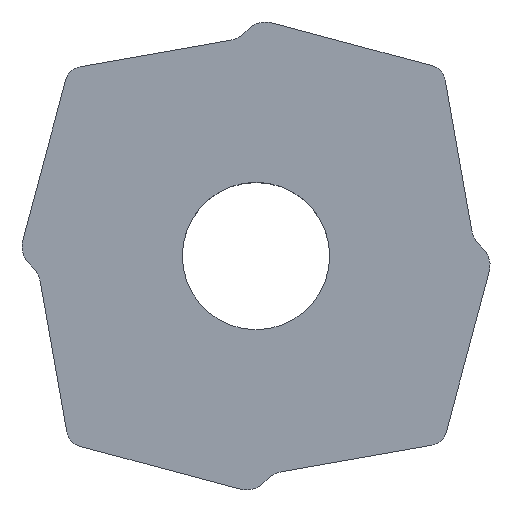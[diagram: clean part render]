
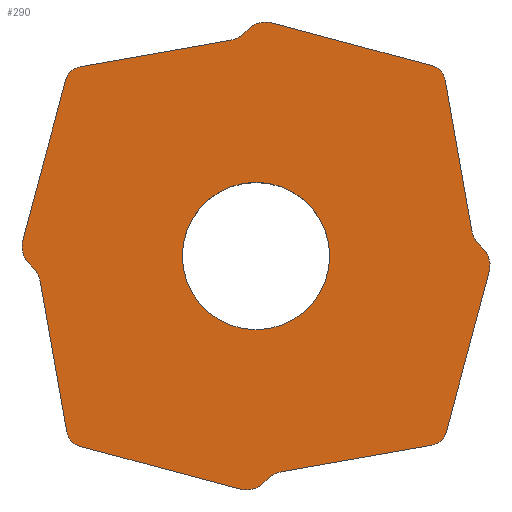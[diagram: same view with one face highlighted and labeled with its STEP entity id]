
A CAD part, top view. The second image highlights one B-rep face of the part: STEP entity #290.
In plain terms, the highlighted planar face has unit normal (0, 0, 1).
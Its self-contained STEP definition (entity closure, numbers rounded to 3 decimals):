
#290=ADVANCED_FACE('',(#339,#340),#331,.T.);
#331=PLANE('',#2016);
#339=FACE_BOUND('',#422,.T.);
#340=FACE_BOUND('',#423,.T.);
#422=EDGE_LOOP('',(#818,#819,#820,#821,#822,#823,#824,#825,#826,#827,#828,
#829,#830,#831,#832,#833,#834,#835,#836,#837,#838,#839,#840,#841));
#423=EDGE_LOOP('',(#842));
#818=ORIENTED_EDGE('',*,*,#1232,.T.);
#819=ORIENTED_EDGE('',*,*,#1279,.F.);
#820=ORIENTED_EDGE('',*,*,#1280,.F.);
#821=ORIENTED_EDGE('',*,*,#1281,.F.);
#822=ORIENTED_EDGE('',*,*,#1282,.T.);
#823=ORIENTED_EDGE('',*,*,#1283,.F.);
#824=ORIENTED_EDGE('',*,*,#1147,.T.);
#825=ORIENTED_EDGE('',*,*,#1118,.F.);
#826=ORIENTED_EDGE('',*,*,#1142,.F.);
#827=ORIENTED_EDGE('',*,*,#1122,.F.);
#828=ORIENTED_EDGE('',*,*,#1154,.T.);
#829=ORIENTED_EDGE('',*,*,#1125,.F.);
#830=ORIENTED_EDGE('',*,*,#1107,.T.);
#831=ORIENTED_EDGE('',*,*,#1189,.F.);
#832=ORIENTED_EDGE('',*,*,#1206,.F.);
#833=ORIENTED_EDGE('',*,*,#1192,.F.);
#834=ORIENTED_EDGE('',*,*,#1210,.T.);
#835=ORIENTED_EDGE('',*,*,#1195,.F.);
#836=ORIENTED_EDGE('',*,*,#1178,.T.);
#837=ORIENTED_EDGE('',*,*,#1243,.F.);
#838=ORIENTED_EDGE('',*,*,#1260,.F.);
#839=ORIENTED_EDGE('',*,*,#1246,.F.);
#840=ORIENTED_EDGE('',*,*,#1264,.T.);
#841=ORIENTED_EDGE('',*,*,#1249,.F.);
#842=ORIENTED_EDGE('',*,*,#1284,.T.);
#959=VERTEX_POINT('',#2699);
#960=VERTEX_POINT('',#2700);
#967=VERTEX_POINT('',#2731);
#968=VERTEX_POINT('',#2733);
#971=VERTEX_POINT('',#2740);
#972=VERTEX_POINT('',#2742);
#974=VERTEX_POINT('',#2748);
#989=VERTEX_POINT('',#2791);
#1001=VERTEX_POINT('',#2951);
#1002=VERTEX_POINT('',#2952);
#1009=VERTEX_POINT('',#2983);
#1011=VERTEX_POINT('',#2989);
#1012=VERTEX_POINT('',#2991);
#1014=VERTEX_POINT('',#2997);
#1031=VERTEX_POINT('',#3158);
#1032=VERTEX_POINT('',#3159);
#1039=VERTEX_POINT('',#3190);
#1041=VERTEX_POINT('',#3196);
#1042=VERTEX_POINT('',#3198);
#1044=VERTEX_POINT('',#3204);
#1056=VERTEX_POINT('',#3351);
#1057=VERTEX_POINT('',#3353);
#1058=VERTEX_POINT('',#3355);
#1059=VERTEX_POINT('',#3357);
#1060=VERTEX_POINT('',#3360);
#1107=EDGE_CURVE('',#959,#960,#1396,.T.);
#1118=EDGE_CURVE('',#967,#968,#1642,.T.);
#1122=EDGE_CURVE('',#971,#972,#1646,.T.);
#1125=EDGE_CURVE('',#959,#974,#1649,.T.);
#1142=EDGE_CURVE('',#972,#967,#1407,.T.);
#1147=EDGE_CURVE('',#989,#968,#1412,.T.);
#1154=EDGE_CURVE('',#971,#974,#1417,.T.);
#1178=EDGE_CURVE('',#1001,#1002,#1425,.T.);
#1189=EDGE_CURVE('',#1009,#960,#1670,.T.);
#1192=EDGE_CURVE('',#1011,#1012,#1673,.T.);
#1195=EDGE_CURVE('',#1001,#1014,#1676,.T.);
#1206=EDGE_CURVE('',#1012,#1009,#1434,.T.);
#1210=EDGE_CURVE('',#1011,#1014,#1438,.T.);
#1232=EDGE_CURVE('',#1031,#1032,#1446,.T.);
#1243=EDGE_CURVE('',#1039,#1002,#1691,.T.);
#1246=EDGE_CURVE('',#1041,#1042,#1694,.T.);
#1249=EDGE_CURVE('',#1031,#1044,#1697,.T.);
#1260=EDGE_CURVE('',#1042,#1039,#1455,.T.);
#1264=EDGE_CURVE('',#1041,#1044,#1459,.T.);
#1279=EDGE_CURVE('',#1056,#1032,#1704,.T.);
#1280=EDGE_CURVE('',#1057,#1056,#1464,.T.);
#1281=EDGE_CURVE('',#1058,#1057,#1705,.T.);
#1282=EDGE_CURVE('',#1058,#1059,#1465,.T.);
#1283=EDGE_CURVE('',#989,#1059,#1706,.T.);
#1284=EDGE_CURVE('',#1060,#1060,#1356,.T.);
#1356=CIRCLE('',#2015,2.4);
#1396=ELLIPSE('',#1860,0.819,0.8);
#1407=ELLIPSE('',#1881,0.816,0.8);
#1412=ELLIPSE('',#1888,0.819,0.8);
#1417=ELLIPSE('',#1895,0.616,0.6);
#1425=ELLIPSE('',#1922,0.819,0.8);
#1434=ELLIPSE('',#1940,0.816,0.8);
#1438=ELLIPSE('',#1945,0.616,0.6);
#1446=ELLIPSE('',#1970,0.819,0.8);
#1455=ELLIPSE('',#1988,0.816,0.8);
#1459=ELLIPSE('',#1993,0.616,0.6);
#1464=ELLIPSE('',#2013,0.816,0.8);
#1465=ELLIPSE('',#2014,0.616,0.6);
#1642=LINE('',#2732,#1750);
#1646=LINE('',#2741,#1754);
#1649=LINE('',#2747,#1757);
#1670=LINE('',#2984,#1778);
#1673=LINE('',#2990,#1781);
#1676=LINE('',#2996,#1784);
#1691=LINE('',#3191,#1799);
#1694=LINE('',#3197,#1802);
#1697=LINE('',#3203,#1805);
#1704=LINE('',#3350,#1812);
#1705=LINE('',#3354,#1813);
#1706=LINE('',#3358,#1814);
#1750=VECTOR('',#2168,1.);
#1754=VECTOR('',#2174,1.);
#1757=VECTOR('',#2179,1.);
#1778=VECTOR('',#2320,1.);
#1781=VECTOR('',#2325,1.);
#1784=VECTOR('',#2330,1.);
#1799=VECTOR('',#2437,1.);
#1802=VECTOR('',#2442,1.);
#1805=VECTOR('',#2447,1.);
#1812=VECTOR('',#2518,1.);
#1813=VECTOR('',#2521,1.);
#1814=VECTOR('',#2524,1.);
#1860=AXIS2_PLACEMENT_3D('',#2698,#2146,#2147);
#1881=AXIS2_PLACEMENT_3D('',#2781,#2210,#2211);
#1888=AXIS2_PLACEMENT_3D('',#2790,#2224,#2225);
#1895=AXIS2_PLACEMENT_3D('',#2804,#2240,#2241);
#1922=AXIS2_PLACEMENT_3D('',#2950,#2298,#2299);
#1940=AXIS2_PLACEMENT_3D('',#3018,#2351,#2352);
#1945=AXIS2_PLACEMENT_3D('',#3025,#2361,#2362);
#1970=AXIS2_PLACEMENT_3D('',#3157,#2415,#2416);
#1988=AXIS2_PLACEMENT_3D('',#3225,#2468,#2469);
#1993=AXIS2_PLACEMENT_3D('',#3232,#2478,#2479);
#2013=AXIS2_PLACEMENT_3D('',#3352,#2519,#2520);
#2014=AXIS2_PLACEMENT_3D('',#3356,#2522,#2523);
#2015=AXIS2_PLACEMENT_3D('',#3359,#2525,#2526);
#2016=AXIS2_PLACEMENT_3D('',#3361,#2527,#2528);
#2146=DIRECTION('',(0.,0.,1.));
#2147=DIRECTION('',(0.972,0.233,0.));
#2168=DIRECTION('',(-0.743,-0.669,0.));
#2174=DIRECTION('',(-0.985,-0.174,0.));
#2179=DIRECTION('',(-0.259,-0.966,0.));
#2210=DIRECTION('',(0.,0.,1.));
#2211=DIRECTION('',(-0.438,0.899,0.));
#2224=DIRECTION('',(0.,0.,1.));
#2225=DIRECTION('',(0.233,-0.972,0.));
#2240=DIRECTION('',(0.,0.,1.));
#2241=DIRECTION('',(0.676,-0.737,0.));
#2298=DIRECTION('',(0.,0.,1.));
#2299=DIRECTION('',(-0.233,0.972,0.));
#2320=DIRECTION('',(0.669,-0.743,0.));
#2325=DIRECTION('',(0.174,-0.985,0.));
#2330=DIRECTION('',(0.966,-0.259,0.));
#2351=DIRECTION('',(0.,0.,1.));
#2352=DIRECTION('',(-0.899,-0.438,0.));
#2361=DIRECTION('',(0.,0.,1.));
#2362=DIRECTION('',(0.737,0.676,0.));
#2415=DIRECTION('',(0.,0.,1.));
#2416=DIRECTION('',(-0.972,-0.233,0.));
#2437=DIRECTION('',(0.743,0.669,0.));
#2442=DIRECTION('',(0.985,0.174,0.));
#2447=DIRECTION('',(0.259,0.966,0.));
#2468=DIRECTION('',(0.,0.,1.));
#2469=DIRECTION('',(0.438,-0.899,0.));
#2478=DIRECTION('',(0.,0.,1.));
#2479=DIRECTION('',(-0.676,0.737,0.));
#2518=DIRECTION('',(-0.669,0.743,0.));
#2519=DIRECTION('',(0.,0.,1.));
#2520=DIRECTION('',(0.899,0.438,0.));
#2521=DIRECTION('',(-0.174,0.985,0.));
#2522=DIRECTION('',(0.,0.,1.));
#2523=DIRECTION('',(-0.737,-0.676,0.));
#2524=DIRECTION('',(-0.966,0.259,0.));
#2525=DIRECTION('',(0.,0.,-1.));
#2526=DIRECTION('',(1.,0.,0.));
#2527=DIRECTION('',(0.,0.,1.));
#2528=DIRECTION('',(1.,0.,0.));
#2698=CARTESIAN_POINT('',(6.806,-0.316,0.));
#2699=CARTESIAN_POINT('',(7.597,-0.511,0.));
#2700=CARTESIAN_POINT('',(7.423,0.217,0.));
#2731=CARTESIAN_POINT('',(0.444,-7.218,0.));
#2732=CARTESIAN_POINT('',(0.611,-7.068,0.));
#2733=CARTESIAN_POINT('',(0.217,-7.423,0.));
#2740=CARTESIAN_POINT('',(5.73,-6.165,0.));
#2741=CARTESIAN_POINT('',(6.1,-6.1,0.));
#2742=CARTESIAN_POINT('',(0.833,-7.029,0.));
#2747=CARTESIAN_POINT('',(7.708,-0.1,0.));
#2748=CARTESIAN_POINT('',(6.197,-5.738,0.));
#2781=CARTESIAN_POINT('',(0.983,-7.83,0.));
#2790=CARTESIAN_POINT('',(-0.316,-6.806,0.));
#2791=CARTESIAN_POINT('',(-0.511,-7.597,0.));
#2804=CARTESIAN_POINT('',(5.61,-5.566,0.));
#2950=CARTESIAN_POINT('',(0.316,6.806,0.));
#2951=CARTESIAN_POINT('',(0.511,7.597,0.));
#2952=CARTESIAN_POINT('',(-0.217,7.423,0.));
#2983=CARTESIAN_POINT('',(7.218,0.444,0.));
#2984=CARTESIAN_POINT('',(7.068,0.611,0.));
#2989=CARTESIAN_POINT('',(6.165,5.73,0.));
#2990=CARTESIAN_POINT('',(6.1,6.1,0.));
#2991=CARTESIAN_POINT('',(7.029,0.833,0.));
#2996=CARTESIAN_POINT('',(0.1,7.708,0.));
#2997=CARTESIAN_POINT('',(5.738,6.197,0.));
#3018=CARTESIAN_POINT('',(7.83,0.983,0.));
#3025=CARTESIAN_POINT('',(5.566,5.61,0.));
#3157=CARTESIAN_POINT('',(-6.806,0.316,0.));
#3158=CARTESIAN_POINT('',(-7.597,0.511,0.));
#3159=CARTESIAN_POINT('',(-7.423,-0.217,0.));
#3190=CARTESIAN_POINT('',(-0.444,7.218,0.));
#3191=CARTESIAN_POINT('',(-0.611,7.068,0.));
#3196=CARTESIAN_POINT('',(-5.73,6.165,0.));
#3197=CARTESIAN_POINT('',(-6.1,6.1,0.));
#3198=CARTESIAN_POINT('',(-0.833,7.029,0.));
#3203=CARTESIAN_POINT('',(-7.708,0.1,0.));
#3204=CARTESIAN_POINT('',(-6.197,5.738,0.));
#3225=CARTESIAN_POINT('',(-0.983,7.83,0.));
#3232=CARTESIAN_POINT('',(-5.61,5.566,0.));
#3350=CARTESIAN_POINT('',(-7.068,-0.611,0.));
#3351=CARTESIAN_POINT('',(-7.218,-0.444,0.));
#3352=CARTESIAN_POINT('',(-7.83,-0.983,0.));
#3353=CARTESIAN_POINT('',(-7.029,-0.833,0.));
#3354=CARTESIAN_POINT('',(-6.1,-6.1,0.));
#3355=CARTESIAN_POINT('',(-6.165,-5.73,0.));
#3356=CARTESIAN_POINT('',(-5.566,-5.61,0.));
#3357=CARTESIAN_POINT('',(-5.738,-6.197,0.));
#3358=CARTESIAN_POINT('',(-0.1,-7.708,0.));
#3359=CARTESIAN_POINT('',(0.,0.,0.));
#3360=CARTESIAN_POINT('',(2.4,0.,0.));
#3361=CARTESIAN_POINT('',(0.,0.,0.));
